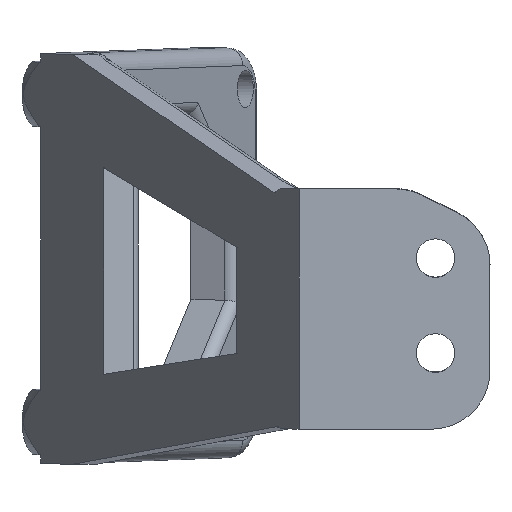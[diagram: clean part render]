
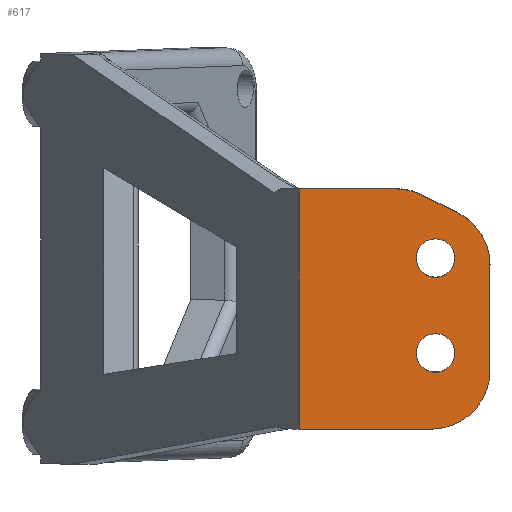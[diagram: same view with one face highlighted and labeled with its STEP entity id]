
A CAD part, left-side view. The second image highlights one B-rep face of the part: STEP entity #617.
In plain terms, the highlighted planar face has unit normal (-1, 0, -0.018).
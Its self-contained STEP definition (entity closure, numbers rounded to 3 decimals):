
#292=CARTESIAN_POINT('',(31.261,-133.909,140.767));
#293=VERTEX_POINT('',#292);
#300=CARTESIAN_POINT('',(30.903,-133.909,161.281));
#301=VERTEX_POINT('',#300);
#302=CARTESIAN_POINT('',(31.261,-133.909,140.767));
#303=DIRECTION('',(-0.017,0.,1.));
#304=VECTOR('',#303,20.517);
#305=LINE('',#302,#304);
#306=EDGE_CURVE('',#293,#301,#305,.T.);
#512=CARTESIAN_POINT('',(31.262,-127.208,140.767));
#513=DIRECTION('',(-1.,0.,-0.017));
#514=DIRECTION('',(0.,-1.,0.));
#515=AXIS2_PLACEMENT_3D('',#512,#513,#514);
#516=PLANE('',#515);
#517=CARTESIAN_POINT('',(31.004,-147.208,155.365));
#518=VERTEX_POINT('',#517);
#519=CARTESIAN_POINT('',(31.004,-143.908,155.365));
#520=VERTEX_POINT('',#519);
#521=CARTESIAN_POINT('',(31.004,-145.558,155.365));
#522=DIRECTION('',(1.,0.,0.017));
#523=DIRECTION('',(0.,-1.,0.));
#524=AXIS2_PLACEMENT_3D('',#521,#522,#523);
#525=CIRCLE('',#524,1.65);
#526=EDGE_CURVE('',#518,#520,#525,.T.);
#527=ORIENTED_EDGE('',*,*,#526,.T.);
#528=CARTESIAN_POINT('',(31.004,-145.558,155.365));
#529=DIRECTION('',(1.,0.,0.017));
#530=DIRECTION('',(0.,-1.,0.));
#531=AXIS2_PLACEMENT_3D('',#528,#529,#530);
#532=CIRCLE('',#531,1.65);
#533=EDGE_CURVE('',#520,#518,#532,.T.);
#534=ORIENTED_EDGE('',*,*,#533,.T.);
#535=EDGE_LOOP('',(#527,#534));
#536=FACE_BOUND('',#535,.T.);
#537=CARTESIAN_POINT('',(31.145,-147.208,147.266));
#538=VERTEX_POINT('',#537);
#539=CARTESIAN_POINT('',(31.146,-143.908,147.266));
#540=VERTEX_POINT('',#539);
#541=CARTESIAN_POINT('',(31.145,-145.558,147.266));
#542=DIRECTION('',(1.,0.,0.017));
#543=DIRECTION('',(0.,-1.,0.));
#544=AXIS2_PLACEMENT_3D('',#541,#542,#543);
#545=CIRCLE('',#544,1.65);
#546=EDGE_CURVE('',#538,#540,#545,.T.);
#547=ORIENTED_EDGE('',*,*,#546,.T.);
#548=CARTESIAN_POINT('',(31.145,-145.558,147.266));
#549=DIRECTION('',(1.,0.,0.017));
#550=DIRECTION('',(0.,-1.,0.));
#551=AXIS2_PLACEMENT_3D('',#548,#549,#550);
#552=CIRCLE('',#551,1.65);
#553=EDGE_CURVE('',#540,#538,#552,.T.);
#554=ORIENTED_EDGE('',*,*,#553,.T.);
#555=EDGE_LOOP('',(#547,#554));
#556=FACE_BOUND('',#555,.T.);
#557=CARTESIAN_POINT('',(30.901,-142.142,161.281));
#558=VERTEX_POINT('',#557);
#559=CARTESIAN_POINT('',(30.903,-133.909,161.281));
#560=DIRECTION('',(0.,-1.,0.));
#561=VECTOR('',#560,8.232);
#562=LINE('',#559,#561);
#563=EDGE_CURVE('',#301,#558,#562,.T.);
#564=ORIENTED_EDGE('',*,*,#563,.F.);
#565=ORIENTED_EDGE('',*,*,#306,.F.);
#566=CARTESIAN_POINT('',(31.259,-145.208,140.767));
#567=VERTEX_POINT('',#566);
#568=CARTESIAN_POINT('',(31.259,-145.208,140.767));
#569=DIRECTION('',(0.,1.,0.));
#570=VECTOR('',#569,11.298);
#571=LINE('',#568,#570);
#572=EDGE_CURVE('',#567,#293,#571,.T.);
#573=ORIENTED_EDGE('',*,*,#572,.F.);
#574=CARTESIAN_POINT('',(31.171,-150.208,145.766));
#575=VERTEX_POINT('',#574);
#576=CARTESIAN_POINT('',(31.172,-145.208,145.766));
#577=DIRECTION('',(-1.,0.,-0.017));
#578=DIRECTION('',(-0.017,0.,1.));
#579=AXIS2_PLACEMENT_3D('',#576,#577,#578);
#580=CIRCLE('',#579,5.);
#581=EDGE_CURVE('',#567,#575,#580,.T.);
#582=ORIENTED_EDGE('',*,*,#581,.T.);
#583=CARTESIAN_POINT('',(31.014,-150.208,154.763));
#584=VERTEX_POINT('',#583);
#585=CARTESIAN_POINT('',(31.171,-150.208,145.766));
#586=DIRECTION('',(-0.017,0.,1.));
#587=VECTOR('',#586,8.998);
#588=LINE('',#585,#587);
#589=EDGE_CURVE('',#575,#584,#588,.T.);
#590=ORIENTED_EDGE('',*,*,#589,.T.);
#591=CARTESIAN_POINT('',(30.936,-147.428,159.242));
#592=VERTEX_POINT('',#591);
#593=CARTESIAN_POINT('',(31.015,-145.208,154.763));
#594=DIRECTION('',(-1.,0.,-0.017));
#595=DIRECTION('',(-0.017,0.,1.));
#596=AXIS2_PLACEMENT_3D('',#593,#594,#595);
#597=CIRCLE('',#596,5.);
#598=EDGE_CURVE('',#584,#592,#597,.T.);
#599=ORIENTED_EDGE('',*,*,#598,.T.);
#600=CARTESIAN_POINT('',(30.91,-144.362,160.761));
#601=VERTEX_POINT('',#600);
#602=CARTESIAN_POINT('',(30.936,-147.428,159.242));
#603=DIRECTION('',(-0.008,0.896,0.444));
#604=VECTOR('',#603,3.422);
#605=LINE('',#602,#604);
#606=EDGE_CURVE('',#592,#601,#605,.T.);
#607=ORIENTED_EDGE('',*,*,#606,.T.);
#608=CARTESIAN_POINT('',(30.989,-142.142,156.282));
#609=DIRECTION('',(-1.,0.,-0.017));
#610=DIRECTION('',(-0.017,0.,1.));
#611=AXIS2_PLACEMENT_3D('',#608,#609,#610);
#612=CIRCLE('',#611,5.);
#613=EDGE_CURVE('',#601,#558,#612,.T.);
#614=ORIENTED_EDGE('',*,*,#613,.T.);
#615=EDGE_LOOP('',(#564,#565,#573,#582,#590,#599,#607,#614));
#616=FACE_BOUND('',#615,.T.);
#617=ADVANCED_FACE('',(#536,#556,#616),#516,.T.);
